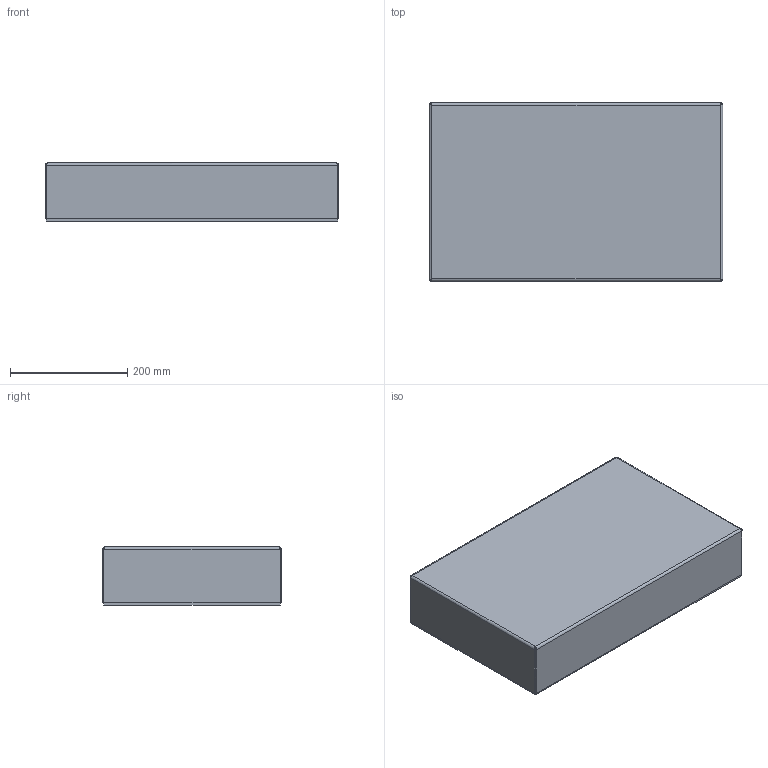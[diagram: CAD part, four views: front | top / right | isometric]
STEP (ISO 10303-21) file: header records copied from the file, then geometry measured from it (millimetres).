
FILE_DESCRIPTION(/* description */ (''),/* implementation_level */ '2;1');
FILE_NAME(/* name */ 'SVMF050500.stp',/* time_stamp */ '2023-12-14T11:47:52+01:00',/* author */ ('EN'),/* organization */ (''),/* preprocessor_version */ 'ST-DEVELOPER v18.1',/* originating_system */ 'Autodesk Inventor 2021',/* authorisation */ '');
FILE_SCHEMA (('AUTOMOTIVE_DESIGN { 1 0 10303 214 3 1 1 }'));
Length unit declared in the file: millimetre
Products named in the file (1): SVMF050500_Obal_1
Bounding box: 500 x 304 x 99 mm (x, y, z)
Volume: 15027222.8 mm3; surface area: 460859.2 mm2
Topology: 1 solids, 1 shells, 58 faces, 130 edges, 80 vertices
Faces by surface type: plane 32, bspline 16, cylinder 10
Full cylindrical faces by diameter (mm): 6.647 x6
Entity records: 2054 total; most frequent: CARTESIAN_POINT 749, ORIENTED_EDGE 260, DIRECTION 196, EDGE_CURVE 130, LINE 86, VECTOR 86, VERTEX_POINT 80, EDGE_LOOP 64
